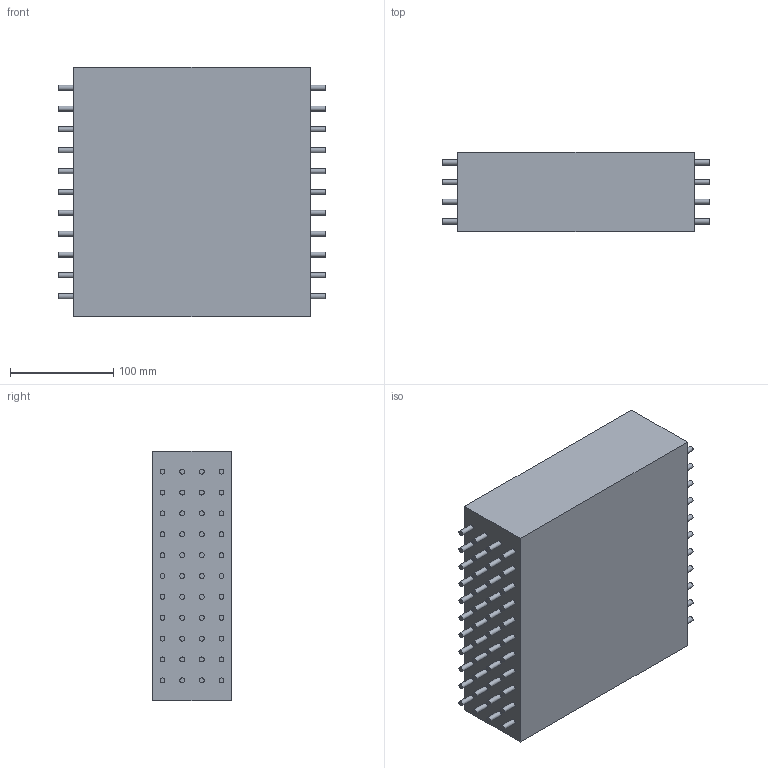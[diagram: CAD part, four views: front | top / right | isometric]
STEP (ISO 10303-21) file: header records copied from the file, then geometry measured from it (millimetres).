
FILE_DESCRIPTION(('Open CASCADE Model'),'2;1');
FILE_NAME('Open CASCADE Shape Model','2025-12-03T10:15:40',('Author'),( 'Open CASCADE'),'Open CASCADE STEP processor 7.8','build123d', 'Unknown');
FILE_SCHEMA(('AUTOMOTIVE_DESIGN { 1 0 10303 214 1 1 1 1 }'));
Length unit declared in the file: millimetre
Products named in the file (1): COMPOUND
Bounding box: 258.6 x 76.2 x 241.3 mm (x, y, z)
Volume: 4226771.6 mm3; surface area: 201674.4 mm2
Topology: 1 solids, 1 shells, 182 faces, 276 edges, 184 vertices
Faces by surface type: plane 94, cylinder 88
Full cylindrical faces by diameter (mm): 4.76 x88
Entity records: 7846 total; most frequent: CARTESIAN_POINT 1459, DIRECTION 1326, ORIENTED_EDGE 552, PCURVE 552, DEFINITIONAL_REPRESENTATION 552, LINE 476, VECTOR 476, AXIS2_PLACEMENT_3D 359
